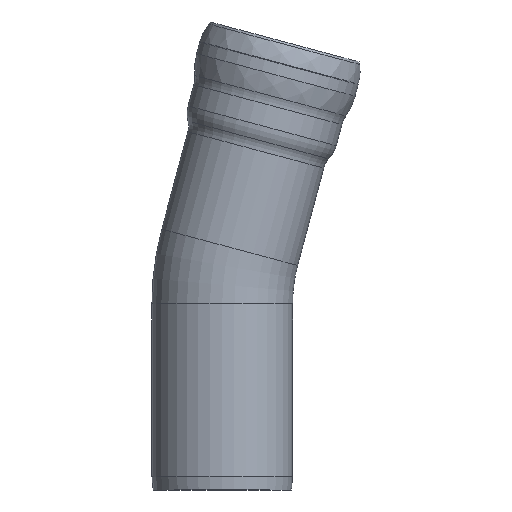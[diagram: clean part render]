
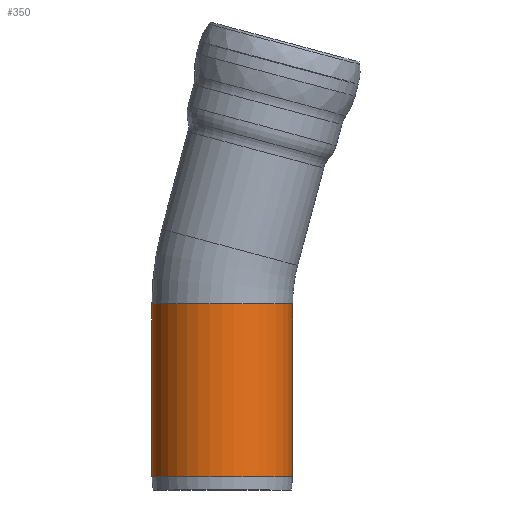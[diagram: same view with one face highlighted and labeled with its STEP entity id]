
A CAD part, front view. The second image highlights one B-rep face of the part: STEP entity #350.
In plain terms, the highlighted cylindrical face has radius 265 mm (diameter 530 mm), a full revolution.
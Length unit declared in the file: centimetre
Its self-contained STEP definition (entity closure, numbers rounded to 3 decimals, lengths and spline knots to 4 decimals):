
#40=LINE('',#838,#55);
#55=VECTOR('',#616,26.5);
#65=CYLINDRICAL_SURFACE('',#469,26.5);
#91=FACE_OUTER_BOUND('',#117,.T.);
#117=EDGE_LOOP('',(#311,#312,#313,#314,#315));
#123=VERTEX_POINT('',#636);
#124=VERTEX_POINT('',#638);
#147=VERTEX_POINT('',#834);
#155=EDGE_CURVE('',#123,#124,#367,.T.);
#156=EDGE_CURVE('',#124,#123,#368,.T.);
#201=EDGE_CURVE('',#147,#147,#402,.T.);
#203=EDGE_CURVE('',#124,#147,#40,.T.);
#311=ORIENTED_EDGE('',*,*,#155,.F.);
#312=ORIENTED_EDGE('',*,*,#156,.F.);
#313=ORIENTED_EDGE('',*,*,#203,.T.);
#314=ORIENTED_EDGE('',*,*,#201,.T.);
#315=ORIENTED_EDGE('',*,*,#203,.F.);
#350=ADVANCED_FACE('',(#91),#65,.T.);
#367=CIRCLE('',#414,26.5);
#368=CIRCLE('',#415,26.5);
#402=CIRCLE('',#468,26.5);
#414=AXIS2_PLACEMENT_3D('',#639,#492,#493);
#415=AXIS2_PLACEMENT_3D('',#640,#494,#495);
#468=AXIS2_PLACEMENT_3D('',#835,#611,#612);
#469=AXIS2_PLACEMENT_3D('',#837,#614,#615);
#492=DIRECTION('center_axis',(0.,0.,1.));
#493=DIRECTION('ref_axis',(0.,-1.,0.));
#494=DIRECTION('center_axis',(0.,0.,1.));
#495=DIRECTION('ref_axis',(0.,-1.,0.));
#611=DIRECTION('center_axis',(0.,0.,1.));
#612=DIRECTION('ref_axis',(1.,0.,0.));
#614=DIRECTION('center_axis',(0.,0.,1.));
#615=DIRECTION('ref_axis',(1.,0.,0.));
#616=DIRECTION('',(0.,0.,-1.));
#636=CARTESIAN_POINT('',(26.5,0.,70.1387));
#638=CARTESIAN_POINT('',(-26.5,0.,70.1387));
#639=CARTESIAN_POINT('Origin',(0.,0.,70.1387));
#640=CARTESIAN_POINT('Origin',(0.,0.,70.1387));
#834=CARTESIAN_POINT('',(-26.5,0.,5.));
#835=CARTESIAN_POINT('Origin',(0.,0.,5.));
#837=CARTESIAN_POINT('Origin',(0.,0.,6.25));
#838=CARTESIAN_POINT('',(-26.5,0.,6.25));
